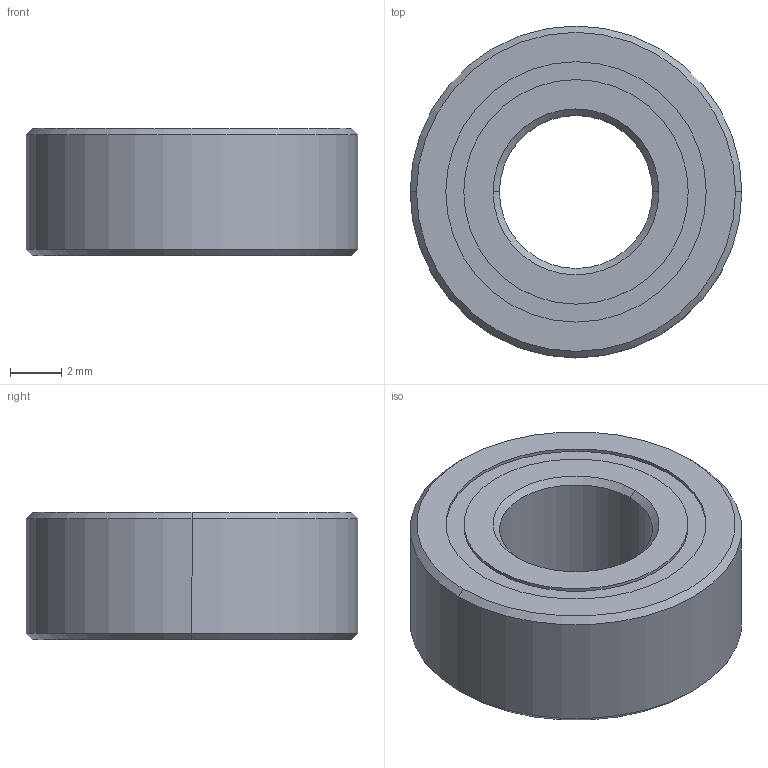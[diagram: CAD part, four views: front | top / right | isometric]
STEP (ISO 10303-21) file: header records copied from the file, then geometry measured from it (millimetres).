
FILE_DESCRIPTION (( 'STEP AP214' ), '1' );
FILE_NAME ('686-2Z 6mm bearing_7804K113.step', '2017-10-17T00:59:50', ( '' ), ( '' ), 'SwSTEP 2.0', 'SolidWorks 2017', '' );
FILE_SCHEMA (( 'AUTOMOTIVE_DESIGN' ));
Length unit declared in the file: inch
Products named in the file (1): 686-2Z 6mm bearing_7804K113
Bounding box: 13 x 13 x 5 mm (x, y, z)
Volume: 464.8 mm3; surface area: 1222.8 mm2
Topology: 16 solids, 16 shells, 66 faces, 156 edges, 74 vertices
Faces by surface type: bspline 30, cylinder 20, plane 8, cone 8
Entity records: 2989 total; most frequent: CARTESIAN_POINT 699, DIRECTION 262, ORIENTED_EDGE 216, AXIS2_PLACEMENT_3D 117, EDGE_CURVE 108, UNCERTAINTY_MEASURE_WITH_UNIT 84, LENGTH_MEASURE_WITH_UNIT 84, DIMENSIONAL_EXPONENTS 84
